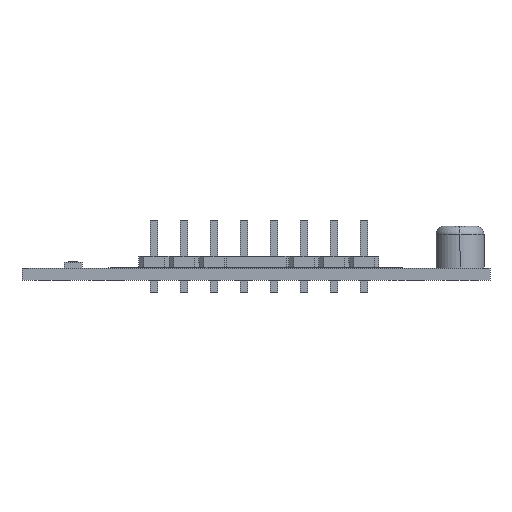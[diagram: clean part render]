
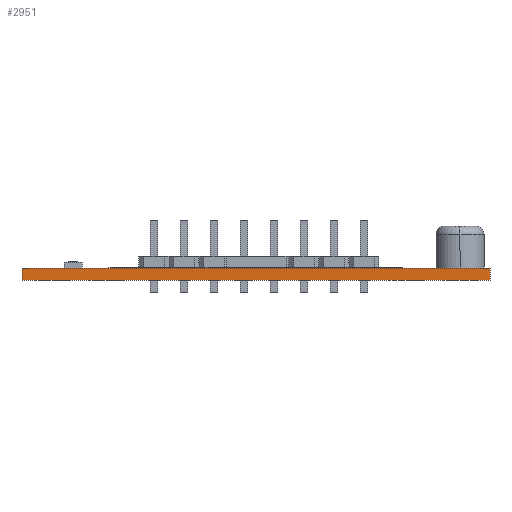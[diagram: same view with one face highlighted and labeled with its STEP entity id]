
A CAD part, front view. The second image highlights one B-rep face of the part: STEP entity #2951.
In plain terms, the highlighted planar face has unit normal (0, -1, 0).
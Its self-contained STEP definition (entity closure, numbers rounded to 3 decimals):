
#175 = ORIENTED_EDGE ( 'NONE', *, *, #9995, .T. ) ;
#556 = CARTESIAN_POINT ( 'NONE',  ( 19.5, -29.75, 1. ) ) ;
#1168 = VERTEX_POINT ( 'NONE', #2639 ) ;
#1320 = DIRECTION ( 'NONE',  ( 1., 0., 0. ) ) ;
#1366 = EDGE_CURVE ( 'NONE', #10713, #3208, #6985, .T. ) ;
#1987 = CARTESIAN_POINT ( 'NONE',  ( 19.5, -29.75, 1. ) ) ;
#2086 = DIRECTION ( 'NONE',  ( -1., 0., 0. ) ) ;
#2639 = CARTESIAN_POINT ( 'NONE',  ( 19.5, -29.75, 0. ) ) ;
#2657 = ORIENTED_EDGE ( 'NONE', *, *, #13137, .T. ) ;
#2951 = ADVANCED_FACE ( 'NONE', ( #10470 ), #3072, .F. ) ;
#3072 = PLANE ( 'NONE',  #13572 ) ;
#3208 = VERTEX_POINT ( 'NONE', #9775 ) ;
#3406 = CARTESIAN_POINT ( 'NONE',  ( -19.5, -29.75, 1. ) ) ;
#3526 = VECTOR ( 'NONE', #4145, 1000. ) ;
#3811 = VECTOR ( 'NONE', #15012, 1000. ) ;
#4145 = DIRECTION ( 'NONE',  ( 1., 0., 0. ) ) ;
#4645 = LINE ( 'NONE', #3406, #11769 ) ;
#4943 = CARTESIAN_POINT ( 'NONE',  ( -19.5, -29.75, 0. ) ) ;
#5122 = ORIENTED_EDGE ( 'NONE', *, *, #1366, .F. ) ;
#5597 = DIRECTION ( 'NONE',  ( 0., 1., 0. ) ) ;
#6870 = ORIENTED_EDGE ( 'NONE', *, *, #11372, .F. ) ;
#6985 = LINE ( 'NONE', #13290, #10536 ) ;
#7527 = VERTEX_POINT ( 'NONE', #4943 ) ;
#8685 = EDGE_LOOP ( 'NONE', ( #2657, #6870, #5122, #175 ) ) ;
#9775 = CARTESIAN_POINT ( 'NONE',  ( 19.5, -29.75, 1. ) ) ;
#9995 = EDGE_CURVE ( 'NONE', #10713, #7527, #4645, .T. ) ;
#10470 = FACE_OUTER_BOUND ( 'NONE', #8685, .T. ) ;
#10536 = VECTOR ( 'NONE', #1320, 1000. ) ;
#10713 = VERTEX_POINT ( 'NONE', #10874 ) ;
#10852 = DIRECTION ( 'NONE',  ( 0., 0., -1. ) ) ;
#10874 = CARTESIAN_POINT ( 'NONE',  ( -19.5, -29.75, 1. ) ) ;
#11372 = EDGE_CURVE ( 'NONE', #3208, #1168, #11887, .T. ) ;
#11769 = VECTOR ( 'NONE', #10852, 1000. ) ;
#11887 = LINE ( 'NONE', #556, #3811 ) ;
#13115 = LINE ( 'NONE', #13631, #3526 ) ;
#13137 = EDGE_CURVE ( 'NONE', #7527, #1168, #13115, .T. ) ;
#13290 = CARTESIAN_POINT ( 'NONE',  ( 19.5, -29.75, 1. ) ) ;
#13572 = AXIS2_PLACEMENT_3D ( 'NONE', #1987, #5597, #2086 ) ;
#13631 = CARTESIAN_POINT ( 'NONE',  ( 19.5, -29.75, 0. ) ) ;
#15012 = DIRECTION ( 'NONE',  ( 0., 0., -1. ) ) ;
